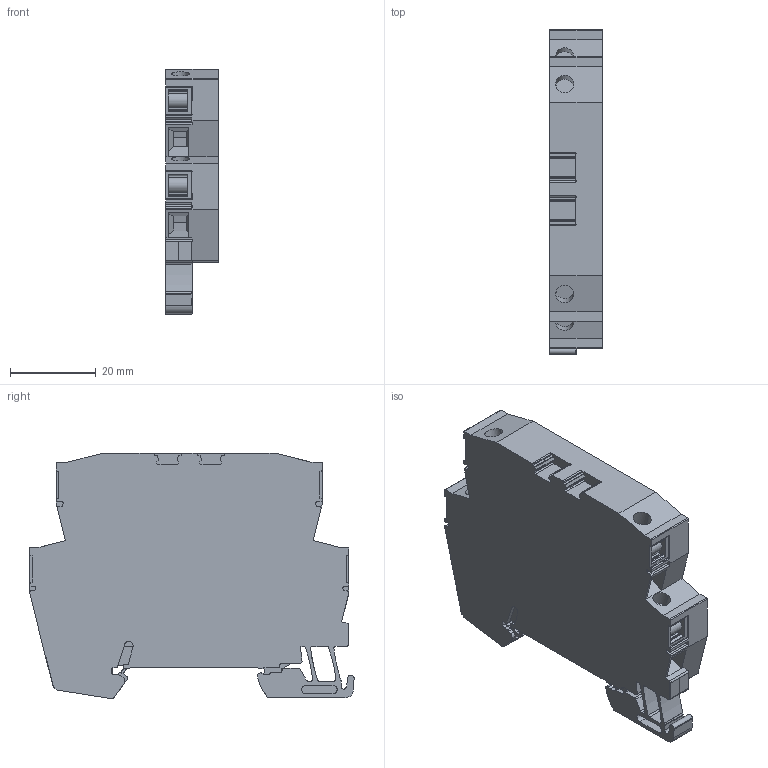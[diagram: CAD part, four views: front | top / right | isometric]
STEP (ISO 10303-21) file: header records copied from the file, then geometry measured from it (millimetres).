
FILE_DESCRIPTION(('CATIA V5R24 STEP','CAx-IF Rec.Pracs.--- Model Styling and Organization---1.2---2011-12-15'),'2;1');
FILE_NAME ('9523738_3_1063990000_S3D_VSSC4_GDT_MOV_XXXVAC-DC_XXX.stp','2017-11-15T13:49:35+00:00',('none'),('Weidmueller'),'CATIA Version 5-6 Release 2014 SP4','CATIA V5 STEP AP214','none');
FILE_SCHEMA(('AUTOMOTIVE_DESIGN { 1 0 10303 214 1 1 1 1 }'));
Length unit declared in the file: millimetre
Products named in the file (1): 1063990000
Bounding box: 12.2 x 75.7 x 57.24 mm (x, y, z)
Volume: 26503.7 mm3; surface area: 15988.1 mm2
Topology: 9 solids, 9 shells, 614 faces, 1759 edges, 1174 vertices
Faces by surface type: plane 399, cylinder 215
Entity records: 20038 total; most frequent: CARTESIAN_POINT 3719, ORIENTED_EDGE 3518, DIRECTION 2767, EDGE_CURVE 1759, VECTOR 1307, LINE 1307, VERTEX_POINT 1174, AXIS2_PLACEMENT_3D 941
